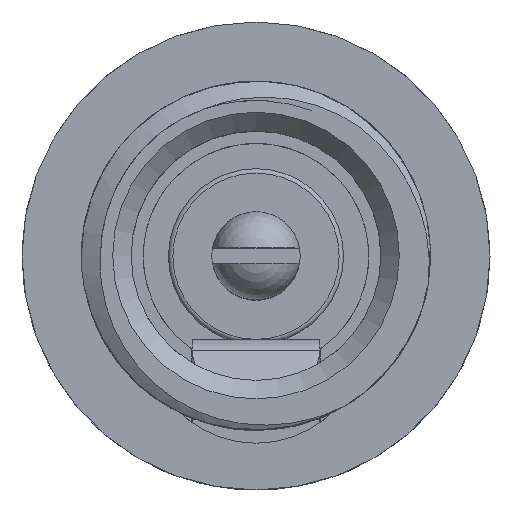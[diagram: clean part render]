
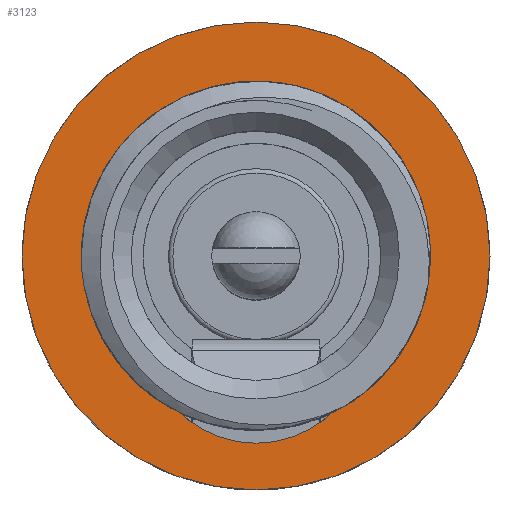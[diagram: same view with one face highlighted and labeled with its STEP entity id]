
A CAD part, top view. The second image highlights one B-rep face of the part: STEP entity #3123.
In plain terms, the highlighted planar face has unit normal (0, 0, 1).
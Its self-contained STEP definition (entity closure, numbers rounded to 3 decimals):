
#72=FACE_BOUND('',#392,.T.);
#106=PLANE('',#3383);
#209=FACE_OUTER_BOUND('',#391,.T.);
#391=EDGE_LOOP('',(#2209));
#392=EDGE_LOOP('',(#2210,#2211,#2212,#2213));
#581=CIRCLE('',#3355,2.5);
#583=CIRCLE('',#3358,0.1);
#585=CIRCLE('',#3361,0.1);
#588=CIRCLE('',#3366,3.524);
#596=CIRCLE('',#3382,5.305);
#1317=VERTEX_POINT('',#5095);
#1318=VERTEX_POINT('',#5097);
#1321=VERTEX_POINT('',#5114);
#1324=VERTEX_POINT('',#5161);
#1342=VERTEX_POINT('',#5635);
#1643=EDGE_CURVE('',#1318,#1317,#581,.T.);
#1647=EDGE_CURVE('',#1321,#1317,#583,.F.);
#1651=EDGE_CURVE('',#1318,#1324,#585,.F.);
#1661=EDGE_CURVE('',#1324,#1321,#588,.F.);
#1684=EDGE_CURVE('',#1342,#1342,#596,.T.);
#2209=ORIENTED_EDGE('',*,*,#1684,.T.);
#2210=ORIENTED_EDGE('',*,*,#1643,.T.);
#2211=ORIENTED_EDGE('',*,*,#1647,.F.);
#2212=ORIENTED_EDGE('',*,*,#1661,.F.);
#2213=ORIENTED_EDGE('',*,*,#1651,.F.);
#3123=ADVANCED_FACE('',(#209,#72),#106,.T.);
#3355=AXIS2_PLACEMENT_3D('',#5098,#3762,#3763);
#3358=AXIS2_PLACEMENT_3D('',#5115,#3769,#3770);
#3361=AXIS2_PLACEMENT_3D('',#5162,#3776,#3777);
#3366=AXIS2_PLACEMENT_3D('',#5340,#3787,#3788);
#3382=AXIS2_PLACEMENT_3D('',#5636,#3821,#3822);
#3383=AXIS2_PLACEMENT_3D('',#5638,#3824,#3825);
#3762=DIRECTION('center_axis',(0.,0.,
-1.));
#3763=DIRECTION('ref_axis',(-1.,0.,0.));
#3769=DIRECTION('center_axis',(0.,0.,
-1.));
#3770=DIRECTION('ref_axis',(0.456,-0.89,0.));
#3776=DIRECTION('center_axis',(0.,0.,
-1.));
#3777=DIRECTION('ref_axis',(-0.456,-0.89,0.));
#3787=DIRECTION('center_axis',(0.,0.,
-1.));
#3788=DIRECTION('ref_axis',(1.,0.,0.));
#3821=DIRECTION('center_axis',(0.,0.,
1.));
#3822=DIRECTION('ref_axis',(1.,0.,0.));
#3824=DIRECTION('center_axis',(0.,0.,
1.));
#3825=DIRECTION('ref_axis',(-1.,0.,0.));
#5095=CARTESIAN_POINT('',(-2.443,-2.274,2.21));
#5097=CARTESIAN_POINT('',(2.443,-2.274,2.21));
#5098=CARTESIAN_POINT('Origin',(0.,-1.745,2.21));
#5114=CARTESIAN_POINT('',(-2.615,-2.362,2.21));
#5115=CARTESIAN_POINT('Origin',(-2.541,-2.295,2.21));
#5161=CARTESIAN_POINT('',(2.615,-2.362,2.21));
#5162=CARTESIAN_POINT('Origin',(2.541,-2.295,2.21));
#5340=CARTESIAN_POINT('Origin',(0.,0.,2.21));
#5635=CARTESIAN_POINT('',(0.,5.305,2.21));
#5636=CARTESIAN_POINT('Origin',(0.,0.,2.21));
#5638=CARTESIAN_POINT('Origin',(0.,0.,2.21));
